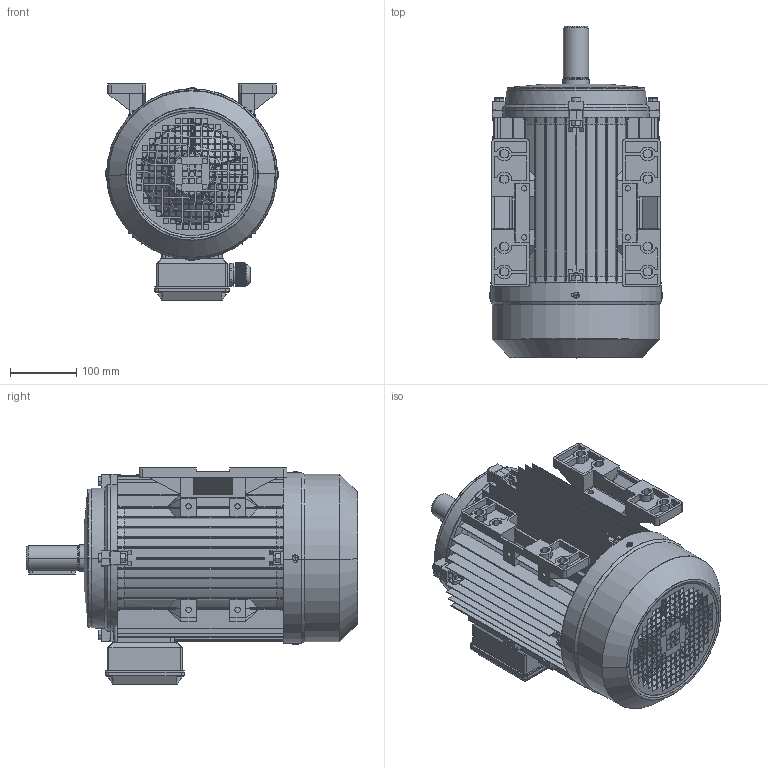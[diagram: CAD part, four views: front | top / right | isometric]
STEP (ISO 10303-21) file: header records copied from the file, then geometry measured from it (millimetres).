
FILE_DESCRIPTION (( 'STEP AP203' ), '1' );
FILE_NAME ('MS132L B3 外形图.STEP', '2009-04-01T13:43:36', ( '微软用户' ), ( '微软中国' ), 'SwSTEP 2.0', 'SolidWorks 2008', '' );
FILE_SCHEMA (( 'CONFIG_CONTROL_DESIGN' ));
Length unit declared in the file: millimetre
Products named in the file (15): 112-132接线盒盖_默认; 132油封_默认; 112-132出线螺套_默认; 风罩螺钉M5_默认; MS132L B3 俋倛芞; 132L机壳_默认; 132前端盖_默认; 112-132接线盒_默认; 螺钉M5_默认; 132后盖_默认; 132风叶_默认; 132风罩_默认; 132机壳螺母_默认; 内六角圆柱头螺栓M7_默认; 132L底脚_默认
Assembly tree (34 placements, depth 2):
  MS132L B3 俋倛芞
    风罩螺钉M5_默认  x4
    132机壳螺母_默认  x7
    112-132接线盒_默认
    螺钉M5_默认  x4
    132风叶_默认
    内六角圆柱头螺栓M7_默认  x8
    112-132接线盒盖_默认
    132油封_默认
    132L底脚_默认  x2
    132后盖_默认
    132风罩_默认
    132前端盖_默认
    112-132出线螺套_默认
    132L机壳_默认
Bounding box: 260.82 x 500.5 x 326 mm (x, y, z)
Volume: 3114087.6 mm3; surface area: 1627526.6 mm2
Topology: 34 solids, 34 shells, 3581 faces, 9418 edges, 6011 vertices
Faces by surface type: plane 2402, cylinder 757, cone 310, torus 96, sphere 16
Entity records: 89360 total; most frequent: CARTESIAN_POINT 18423, ORIENTED_EDGE 14680, DIRECTION 13510, EDGE_CURVE 7340, VECTOR 5180, LINE 5180, VERTEX_POINT 4746, AXIS2_PLACEMENT_3D 4165
